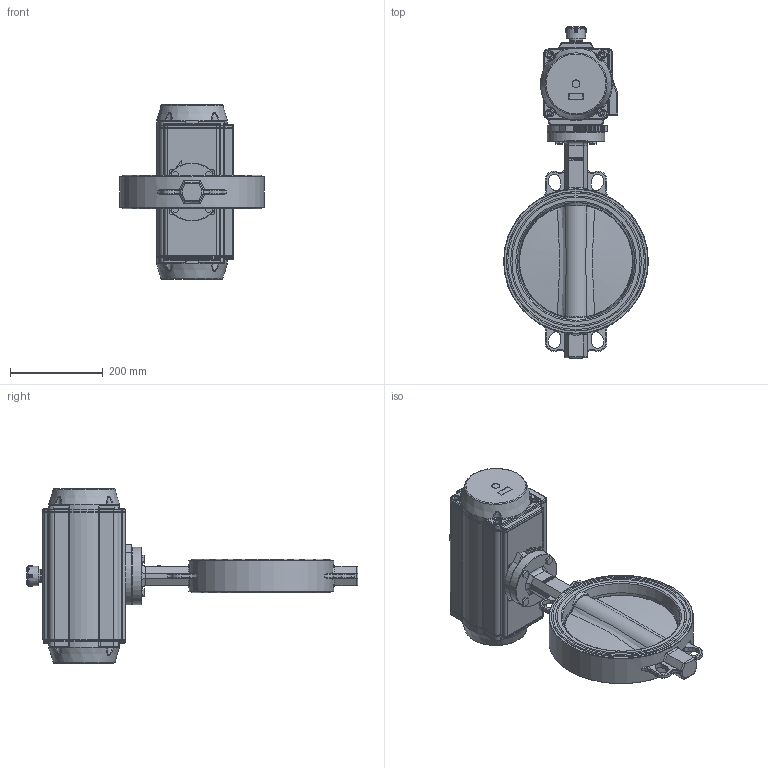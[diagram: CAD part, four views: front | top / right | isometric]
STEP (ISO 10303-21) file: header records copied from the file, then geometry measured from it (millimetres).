
FILE_DESCRIPTION(/* description */ ('Unknown'),/* implementation_level */ '2;1');
FILE_NAME(/* name */ 'PD09 5100_5110_5120-16',/* time_stamp */ '2025-04-02T08:24:08+02:00',/* author */ ('Unknown'),/* organization */ ('Unknown'),/* preprocessor_version */ 'ST-DEVELOPER v19.4',/* originating_system */ 'Solid Edge',/* authorisation */ 'Unknown');
FILE_SCHEMA (('AUTOMOTIVE_DESIGN {1 0 10303 214 3 1 1}'));
Products named in the file (20): PD09 5100_5110_5120-16; Rasterscheibe DN300; WAFER-DN250; DN250概极; seat; disc; shaft1; shaft2; bushing1; PD09_PE08; VTE140埴詰; vt140-2016-06-25; vt140左端盖（模具厂）_MIR; huosai140; VT140-03-C 陔粣; Optische Anzeige; ______; ________(___________; cup head nib bolts with large head gb_GB_FASTENER_BOLT_CHNBW M6X25-N; M10x40
Assembly tree (27 placements, depth 4):
  PD09 5100_5110_5120-16
    Rasterscheibe DN300
    WAFER-DN250
      DN250概极
      seat
      disc
      shaft1
      shaft2
      bushing1  x2
    PD09_PE08
      VTE140埴詰
      vt140-2016-06-25
      vt140左端盖（模具厂）_MIR
      huosai140  x2
      VT140-03-C 陔粣
      Optische Anzeige
        ______
        ________(___________  x4
        cup head nib bolts with large head gb_GB_FASTENER_BOLT_CHNBW M6X25-N
    M10x40  x4
Bounding box: 313 x 717.72 x 377 mm (x, y, z)
Volume: 8210029.1 mm3; surface area: 1567636 mm2
Topology: 24 solids, 24 shells, 3360 faces, 8417 edges, 5255 vertices
Faces by surface type: plane 1102, cylinder 926, bspline 706, torus 366, cone 244, sphere 16
Full cylindrical faces by diameter (mm): 3 x16, 3.3 x8, 4.134 x8, 4.66 x1, 5 x1, 6 x1, 6.2 x1, 6.8 x1, 8 x1, 8.376 x12, 9.663 x8, 10 x4, 10.106 x6, 11.445 x2, 12 x4, 17 x4, 17.5 x2, 20 x1, 24.9 x1, 25 x1, 26 x3, 26.4 x1, 28.1 x1, 28.45 x5, 28.68 x1, 28.7 x2, 30 x5, 34.9 x2, 35 x2, 38.5 x1
Entity records: 116637 total; most frequent: CARTESIAN_POINT 54997, ORIENTED_EDGE 13360, DIRECTION 10989, EDGE_CURVE 6680, VERTEX_POINT 4358, AXIS2_PLACEMENT_3D 4178, FACE_BOUND 3360, EDGE_LOOP 3336
